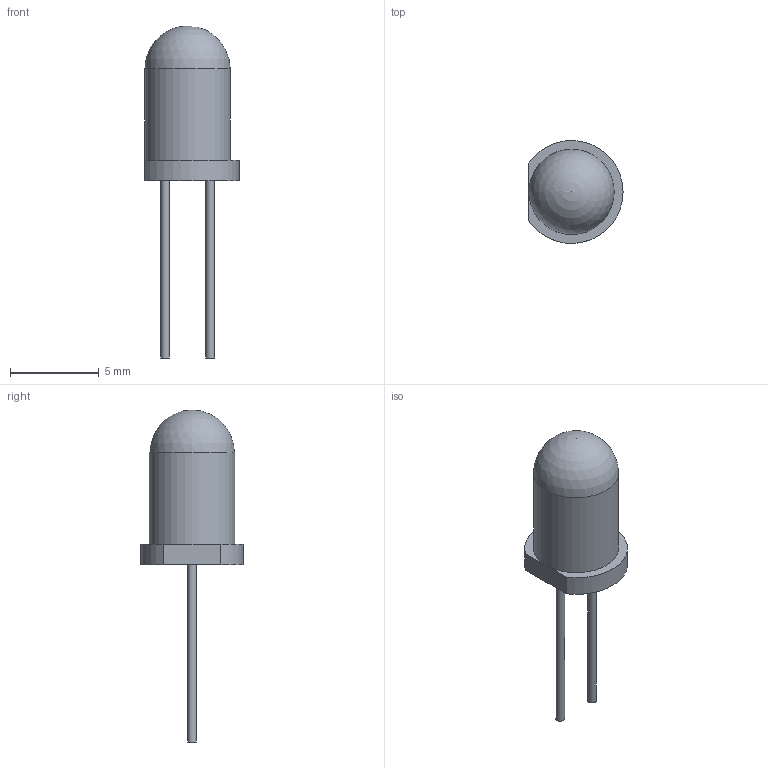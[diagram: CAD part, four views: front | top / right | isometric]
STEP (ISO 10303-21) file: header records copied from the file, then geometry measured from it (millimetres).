
FILE_DESCRIPTION(('FreeCAD Model'),'2;1');
FILE_NAME('led.step', '2020-11-20T08:09:39',('Author'),(''), 'Open CASCADE STEP processor 7.4','FreeCAD','Unknown');
FILE_SCHEMA(('AUTOMOTIVE_DESIGN { 1 0 10303 214 1 1 1 1 }'));
Length unit declared in the file: millimetre
Products named in the file (4): led.Part; len.Body; lead.Body; lead2.Body
Assembly tree (3 placements, depth 2):
  led.Part
    len.Body
    lead.Body
    lead2.Body
Bounding box: 5.3 x 5.79 x 18.71 mm (x, y, z)
Volume: 155.3 mm3; surface area: 199.4 mm2
Topology: 3 solids, 3 shells, 12 faces, 19 edges, 12 vertices
Faces by surface type: plane 7, cylinder 4, sphere 1
Full cylindrical faces by diameter (mm): 0.5 x2, 4.8 x1
Entity records: 367 total; most frequent: DIRECTION 59, CARTESIAN_POINT 47, ORIENTED_EDGE 36, AXIS2_PLACEMENT_3D 25, EDGE_CURVE 18, FACE_BOUND 13, EDGE_LOOP 13, VERTEX_POINT 13
